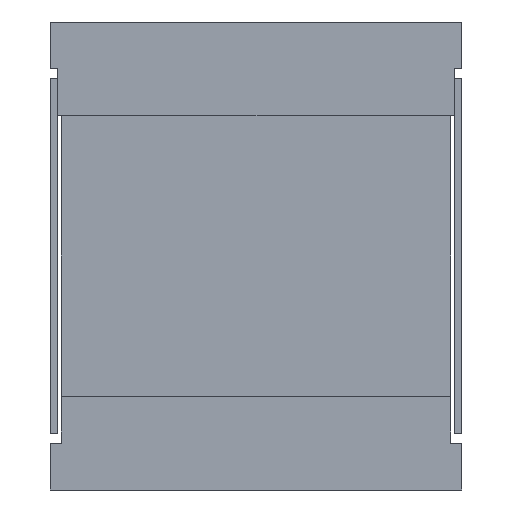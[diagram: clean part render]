
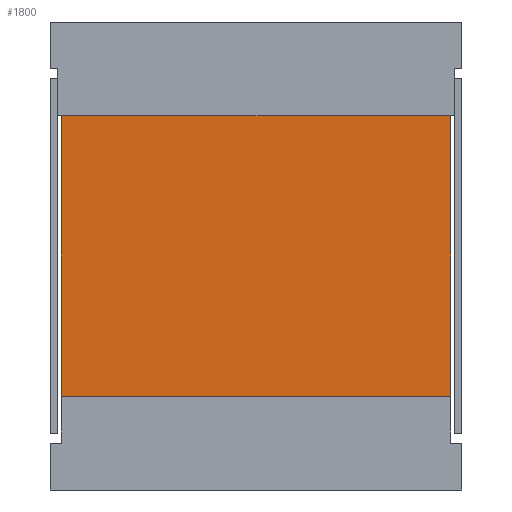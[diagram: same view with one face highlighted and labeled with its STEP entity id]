
A CAD part, left-side view. The second image highlights one B-rep face of the part: STEP entity #1800.
In plain terms, the highlighted planar face has unit normal (-1, 0, 0).
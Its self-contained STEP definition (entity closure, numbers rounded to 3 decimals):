
#1699=CARTESIAN_POINT('',(-155.,37.5,62.0));
#1700=VERTEX_POINT('',#1699);
#1707=CARTESIAN_POINT('',(-155.,-37.5,62.0));
#1708=VERTEX_POINT('',#1707);
#1709=CARTESIAN_POINT('',(-155.,-37.5,62.0));
#1710=DIRECTION('',(0.0,1.0,0.0));
#1711=VECTOR('',#1710,75.);
#1712=LINE('',#1709,#1711);
#1713=EDGE_CURVE('',#1708,#1700,#1712,.T.);
#1770=CARTESIAN_POINT('',(-155.,-37.5,-45.0));
#1771=DIRECTION('',(-1.0,0.0,0.0));
#1772=DIRECTION('',(0.0,0.0,1.0));
#1773=AXIS2_PLACEMENT_3D('',#1770,#1771,#1772);
#1774=PLANE('',#1773);
#1775=ORIENTED_EDGE('',*,*,#1713,.T.);
#1776=CARTESIAN_POINT('',(-155.,37.5,-42.0));
#1777=VERTEX_POINT('',#1776);
#1778=CARTESIAN_POINT('',(-155.,37.5,-42.0));
#1779=DIRECTION('',(0.0,0.0,1.0));
#1780=VECTOR('',#1779,104.0);
#1781=LINE('',#1778,#1780);
#1782=EDGE_CURVE('',#1777,#1700,#1781,.T.);
#1783=ORIENTED_EDGE('',*,*,#1782,.F.);
#1784=CARTESIAN_POINT('',(-155.,-37.5,-42.0));
#1785=VERTEX_POINT('',#1784);
#1786=CARTESIAN_POINT('',(-155.,37.5,-42.0));
#1787=DIRECTION('',(0.0,-1.0,0.0));
#1788=VECTOR('',#1787,75.);
#1789=LINE('',#1786,#1788);
#1790=EDGE_CURVE('',#1777,#1785,#1789,.T.);
#1791=ORIENTED_EDGE('',*,*,#1790,.T.);
#1792=CARTESIAN_POINT('',(-155.,-37.5,-42.0));
#1793=DIRECTION('',(0.0,0.0,1.0));
#1794=VECTOR('',#1793,104.0);
#1795=LINE('',#1792,#1794);
#1796=EDGE_CURVE('',#1785,#1708,#1795,.T.);
#1797=ORIENTED_EDGE('',*,*,#1796,.T.);
#1798=EDGE_LOOP('',(#1775,#1783,#1791,#1797));
#1799=FACE_OUTER_BOUND('',#1798,.T.);
#1800=ADVANCED_FACE('',(#1799),#1774,.T.);
